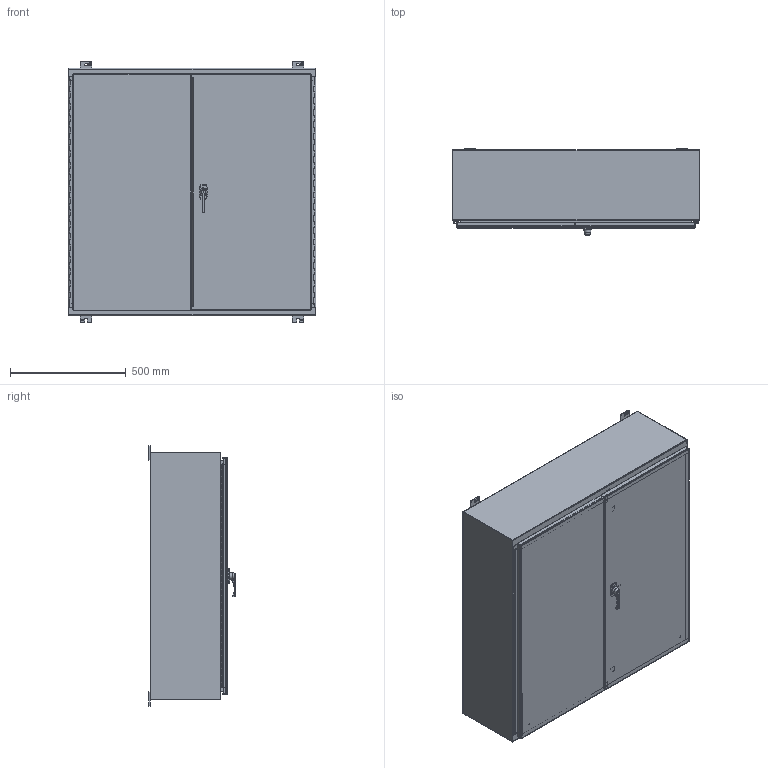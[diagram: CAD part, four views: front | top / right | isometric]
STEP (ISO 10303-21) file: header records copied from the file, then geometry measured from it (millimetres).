
FILE_DESCRIPTION (( 'STEP AP214' ), '1' );
FILE_NAME ('1422VV12.STEP', '2019-11-07T23:06:43', ( '' ), ( '' ), 'SwSTEP 2.0', 'SolidWorks 2019', '' );
FILE_SCHEMA (( 'AUTOMOTIVE_DESIGN' ));
Length unit declared in the file: inch
Products named in the file (1): 1422VV12
Bounding box: 1066.8 x 371.78 x 1123.95 mm (x, y, z)
Volume: 11684586.4 mm3; surface area: 10948029.6 mm2
Topology: 83 solids, 83 shells, 1789 faces, 4484 edges, 2890 vertices
Faces by surface type: plane 1134, cylinder 531, bspline 109, cone 11, torus 4
Full cylindrical faces by diameter (mm): 2.54 x2, 3.238 x2, 3.967 x2, 4.572 x2, 4.762 x1, 4.763 x7, 4.801 x2, 4.978 x2, 5.461 x4, 5.537 x4, 5.563 x1, 6.35 x5, 7.137 x4, 7.722 x14, 7.805 x11, 7.937 x2, 7.938 x6, 8.382 x8, 9.525 x8, 10.211 x2, 11.112 x4, 11.125 x1, 11.303 x8, 12.7 x6, 14.287 x2, 14.288 x6, 15.24 x1, 16.51 x8, 19.05 x4, 20.904 x1
Entity records: 59241 total; most frequent: CARTESIAN_POINT 16184, ORIENTED_EDGE 8566, DIRECTION 8374, EDGE_CURVE 4283, VECTOR 2936, LINE 2936, VERTEX_POINT 2881, AXIS2_PLACEMENT_3D 2719
